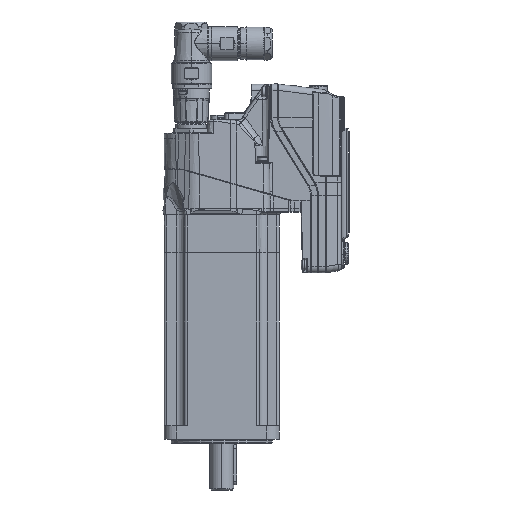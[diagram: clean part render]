
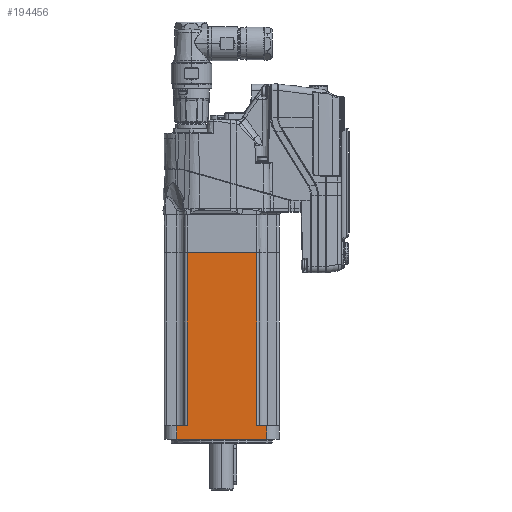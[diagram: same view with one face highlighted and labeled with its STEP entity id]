
A CAD part, left-side view. The second image highlights one B-rep face of the part: STEP entity #194456.
In plain terms, the highlighted face is planar.
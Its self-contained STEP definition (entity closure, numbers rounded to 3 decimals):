
#187754=DIRECTION('',(0.,-1.,0.));
#187755=VECTOR('',#187754,71.3);
#187756=CARTESIAN_POINT('',(-0.5,35.65,45.65));
#187757=LINE('',#187756,#187755);
#188340=DIRECTION('',(1.,0.,0.));
#188341=VECTOR('',#188340,11.);
#188342=CARTESIAN_POINT('',(-11.5,35.65,45.65));
#188343=LINE('',#188342,#188341);
#188370=DIRECTION('',(0.,1.,0.));
#188371=VECTOR('',#188370,8.15);
#188372=CARTESIAN_POINT('',(-11.5,27.5,45.65));
#188373=LINE('',#188372,#188371);
#188496=DIRECTION('',(1.,0.,0.));
#188497=VECTOR('',#188496,137.);
#188498=CARTESIAN_POINT('',(-148.5,27.5,45.65));
#188499=LINE('',#188498,#188497);
#188503=DIRECTION('',(0.,-1.,0.));
#188504=VECTOR('',#188503,55.);
#188505=CARTESIAN_POINT('',(-148.5,27.5,45.65));
#188506=LINE('',#188505,#188504);
#188510=DIRECTION('',(-1.,0.,0.));
#188511=VECTOR('',#188510,11.);
#188512=CARTESIAN_POINT('',(-0.5,-35.65,45.65));
#188513=LINE('',#188512,#188511);
#188532=DIRECTION('',(0.,1.,0.));
#188533=VECTOR('',#188532,8.15);
#188534=CARTESIAN_POINT('',(-11.5,-35.65,45.65));
#188535=LINE('',#188534,#188533);
#188608=DIRECTION('',(-1.,0.,0.));
#188609=VECTOR('',#188608,137.);
#188610=CARTESIAN_POINT('',(-11.5,-27.5,45.65));
#188611=LINE('',#188610,#188609);
#191583=CARTESIAN_POINT('',(-11.5,-27.5,45.65));
#191584=VERTEX_POINT('',#191583);
#191585=CARTESIAN_POINT('',(-11.5,-35.65,45.65));
#191586=VERTEX_POINT('',#191585);
#191587=CARTESIAN_POINT('',(-0.5,-35.65,45.65));
#191588=VERTEX_POINT('',#191587);
#191589=CARTESIAN_POINT('',(-0.5,35.65,45.65));
#191590=VERTEX_POINT('',#191589);
#191591=CARTESIAN_POINT('',(-11.5,35.65,45.65));
#191592=VERTEX_POINT('',#191591);
#191593=CARTESIAN_POINT('',(-11.5,27.5,45.65));
#191594=VERTEX_POINT('',#191593);
#192083=CARTESIAN_POINT('',(-148.5,-27.5,45.65));
#192084=VERTEX_POINT('',#192083);
#192085=CARTESIAN_POINT('',(-148.5,27.5,45.65));
#192086=VERTEX_POINT('',#192085);
#194438=CARTESIAN_POINT('',(-150.,0.,45.65));
#194439=DIRECTION('',(0.,0.,1.));
#194440=DIRECTION('',(1.,0.,0.));
#194441=AXIS2_PLACEMENT_3D('',#194438,#194439,#194440);
#194442=PLANE('',#194441);
#194443=ORIENTED_EDGE('',*,*,#194008,.F.);
#194444=ORIENTED_EDGE('',*,*,#194426,.T.);
#194445=ORIENTED_EDGE('',*,*,#194312,.T.);
#194446=ORIENTED_EDGE('',*,*,#194298,.T.);
#194447=ORIENTED_EDGE('',*,*,#193845,.T.);
#194449=ORIENTED_EDGE('',*,*,#194448,.T.);
#194451=ORIENTED_EDGE('',*,*,#194450,.T.);
#194453=ORIENTED_EDGE('',*,*,#194452,.T.);
#194454=EDGE_LOOP('',(#194443,#194444,#194445,#194446,#194447,#194449,#194451,
#194453));
#194455=FACE_OUTER_BOUND('',#194454,.F.);
#194456=ADVANCED_FACE('',(#194455),#194442,.T.);
#193845=EDGE_CURVE('',#191590,#191588,#187757,.T.);
#194008=EDGE_CURVE('',#192086,#192084,#188506,.T.);
#194298=EDGE_CURVE('',#191592,#191590,#188343,.T.);
#194312=EDGE_CURVE('',#191594,#191592,#188373,.T.);
#194426=EDGE_CURVE('',#192086,#191594,#188499,.T.);
#194448=EDGE_CURVE('',#191588,#191586,#188513,.T.);
#194450=EDGE_CURVE('',#191586,#191584,#188535,.T.);
#194452=EDGE_CURVE('',#191584,#192084,#188611,.T.);
